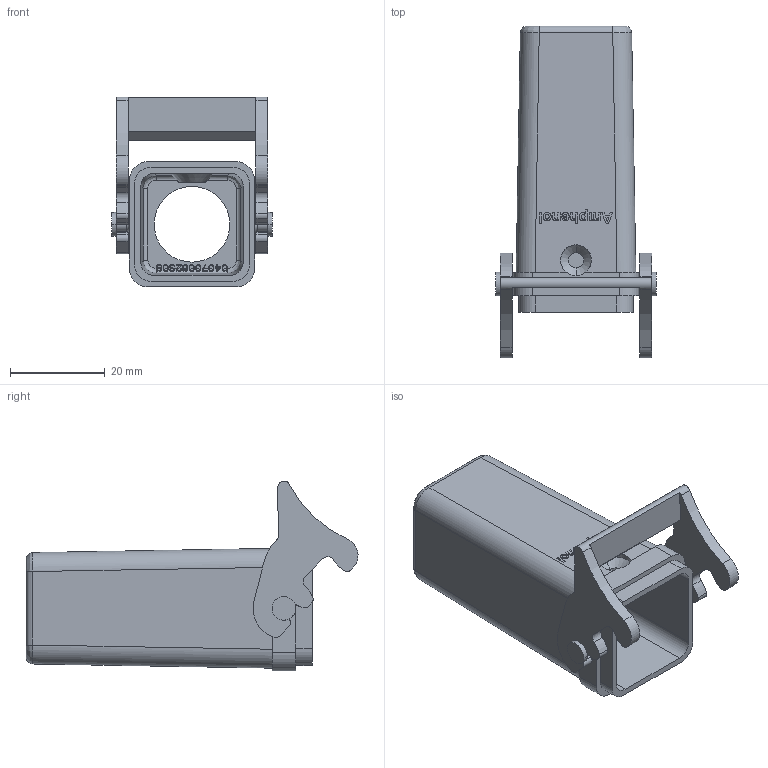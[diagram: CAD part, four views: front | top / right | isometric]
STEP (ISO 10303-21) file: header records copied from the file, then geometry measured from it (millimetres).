
FILE_DESCRIPTION(/* description */ (''),/* implementation_level */ '2;1');
FILE_NAME(/* name */ 'C146_10R003_804_4.stp',/* time_stamp */ '2016-04-13T14:29:32+02:00',/* author */ (''),/* organization */ (''),/* preprocessor_version */ 'ST-DEVELOPER v15',/* originating_system */ 'SIEMENS PLM Software NX 9.0',/* authorisation */ '');
FILE_SCHEMA (('CONFIG_CONTROL_DESIGN'));
Length unit declared in the file: millimetre
Products named in the file (1): c146 10r003 804 4nxm001-04
Bounding box: 34 x 70.16 x 40.15 mm (x, y, z)
Volume: 14112.9 mm3; surface area: 13207.2 mm2
Topology: 1 solids, 1 shells, 676 faces, 1921 edges, 1271 vertices
Faces by surface type: plane 555, cylinder 80, extrusion 25, bspline 8, torus 4, cone 4
Full cylindrical faces by diameter (mm): 18.5 x1
Entity records: 23108 total; most frequent: CARTESIAN_POINT 5834, ORIENTED_EDGE 3836, DIRECTION 3162, EDGE_CURVE 1918, VECTOR 1432, LINE 1407, VERTEX_POINT 1270, AXIS2_PLACEMENT_3D 865
